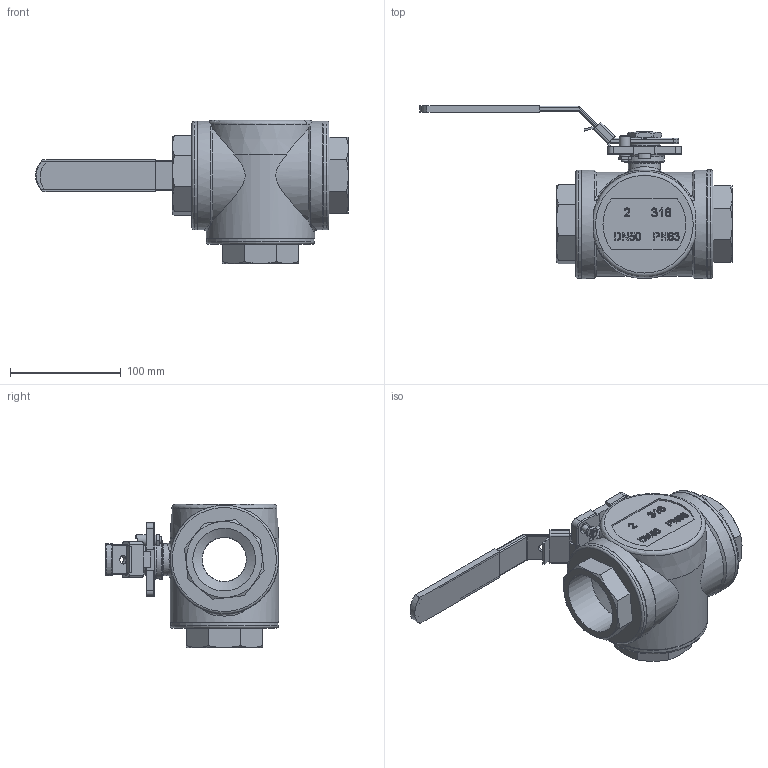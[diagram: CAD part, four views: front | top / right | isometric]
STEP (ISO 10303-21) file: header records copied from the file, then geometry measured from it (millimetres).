
FILE_DESCRIPTION(/* description */ ('Unknown'),/* implementation_level */ '2;1');
FILE_NAME(/* name */ '9339-09',/* time_stamp */ '2022-02-16T09:06:36+01:00',/* author */ ('Unknown'),/* organization */ ('Unknown'),/* preprocessor_version */ 'ST-DEVELOPER v16.7',/* originating_system */ 'Solid Edge',/* authorisation */ 'Unknown');
FILE_SCHEMA (('AUTOMOTIVE_DESIGN {1 0 10303 214 3 1 1}'));
Length unit declared in the file: millimetre
Products named in the file (14): 9339-09; NUT M6 _GB_FASTENER_NUT_STNAB M6-C; DN50 BODY; 朴6 Spring Washer_GB_FASTENER_WASHER_SW 6; DN50 Body Gasket; DN50 Nut Stopper; NUT M18 _NUT  M18; DN50 CAP; DN50 Plate Washer; DN50 Stop Pin; DN50 Plasti Cover; DN50 Haddle L; DN50 Lock Device; DN50 STEM
Assembly tree (18 placements, depth 2):
  9339-09
    NUT M6 _GB_FASTENER_NUT_STNAB M6-C
    DN50 BODY
    朴6 Spring Washer_GB_FASTENER_WASHER_SW 6
    DN50 Body Gasket  x3
    DN50 Nut Stopper
    NUT M18 _NUT  M18  x2
    DN50 CAP  x3
    DN50 Plate Washer
    DN50 Stop Pin
    DN50 Plasti Cover
    DN50 Haddle L
    DN50 Lock Device
    DN50 STEM
Bounding box: 282.61 x 156.44 x 129.4 mm (x, y, z)
Volume: 664094.4 mm3; surface area: 229090.1 mm2
Topology: 18 solids, 18 shells, 757 faces, 1941 edges, 1260 vertices
Faces by surface type: plane 380, cylinder 149, bspline 140, cone 56, torus 26, sphere 6
Full cylindrical faces by diameter (mm): 4.917 x1, 6 x1, 6.68 x1, 8 x2, 9.88 x1, 10 x1, 13.4 x1, 15.294 x2, 18 x2, 18.1 x1, 18.5 x1, 22.5 x1, 22.7 x2, 27.5 x1, 28.5 x1, 29 x1, 32.5 x1, 36 x1, 40 x4, 56 x4, 56.656 x3, 63 x3, 84.684 x3, 86.5 x3, 87 x6, 92.5 x3, 92.6 x3, 98 x6
Entity records: 32780 total; most frequent: CARTESIAN_POINT 16900, ORIENTED_EDGE 3378, DIRECTION 2750, EDGE_CURVE 1689, VERTEX_POINT 1135, LINE 918, VECTOR 918, AXIS2_PLACEMENT_3D 916
